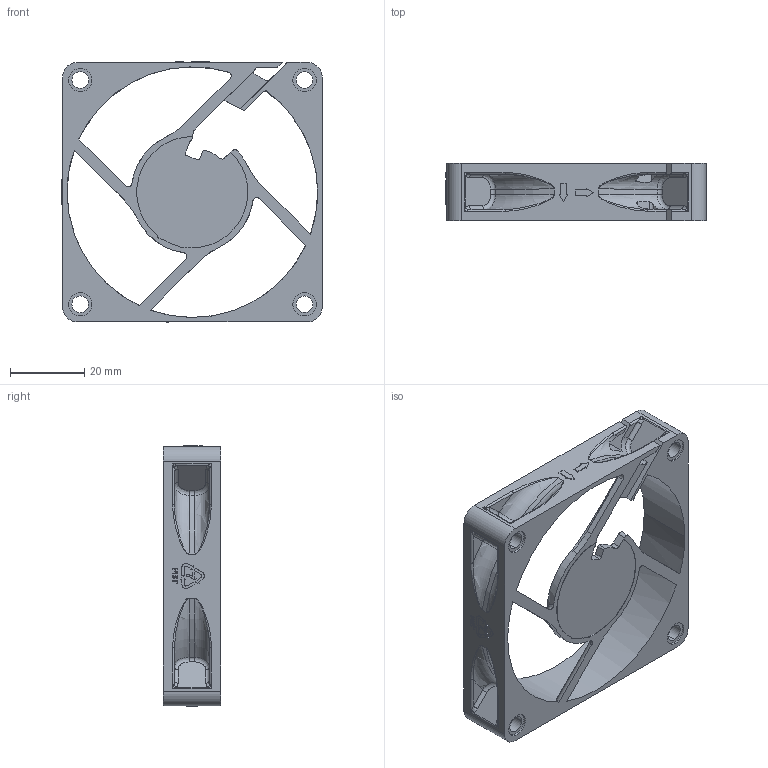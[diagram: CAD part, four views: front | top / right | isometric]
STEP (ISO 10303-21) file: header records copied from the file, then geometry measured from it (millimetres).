
FILE_DESCRIPTION (( 'STEP AP203' ), '1' );
FILE_NAME ('OD7015_m1_frame.stp', '2025-09-10T21:15:34', ( '' ), ( '' ), 'SwSTEP 2.0', 'SolidWorks 2025', '' );
FILE_SCHEMA (( 'CONFIG_CONTROL_DESIGN' ));
Length unit declared in the file: millimetre
Products named in the file (1): OD7015_m1_frame
Bounding box: 70.2 x 15.5 x 70.31 mm (x, y, z)
Volume: 16109.9 mm3; surface area: 14814.5 mm2
Topology: 1 solids, 1 shells, 789 faces, 2065 edges, 1298 vertices
Faces by surface type: cylinder 310, plane 222, bspline 176, torus 57, cone 23, sphere 1
Entity records: 35399 total; most frequent: CARTESIAN_POINT 18305, ORIENTED_EDGE 4120, DIRECTION 2688, EDGE_CURVE 2060, VERTEX_POINT 1298, AXIS2_PLACEMENT_3D 1009, B_SPLINE_CURVE_WITH_KNOTS 949, EDGE_LOOP 830
